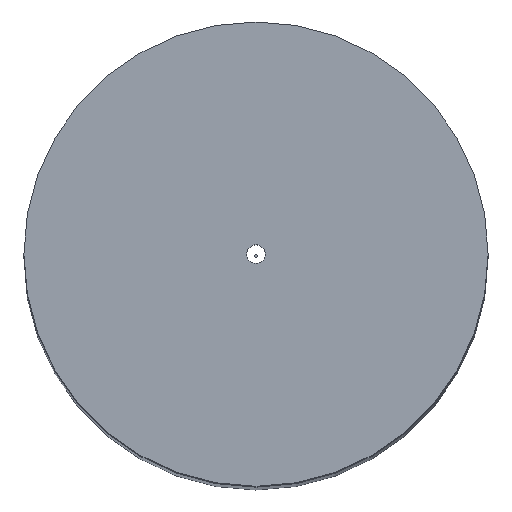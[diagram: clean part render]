
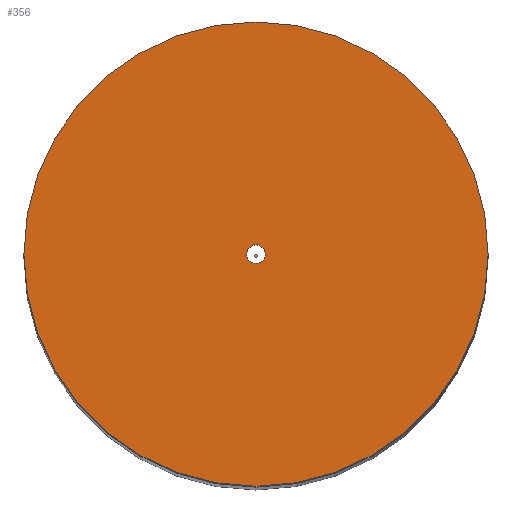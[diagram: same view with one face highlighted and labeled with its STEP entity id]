
A CAD part, top view. The second image highlights one B-rep face of the part: STEP entity #356.
In plain terms, the highlighted planar face has unit normal (0, 0, 1).
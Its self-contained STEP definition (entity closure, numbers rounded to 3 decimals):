
#190 = VERTEX_POINT('',#191);
#191 = CARTESIAN_POINT('',(5.,5.,46.));
#198 = CYLINDRICAL_SURFACE('',#199,5.);
#199 = AXIS2_PLACEMENT_3D('',#200,#201,#202);
#200 = CARTESIAN_POINT('',(0.,5.,45.));
#201 = DIRECTION('',(-0.,-0.,-1.));
#202 = DIRECTION('',(1.,0.,0.));
#217 = EDGE_CURVE('',#190,#190,#218,.T.);
#218 = SURFACE_CURVE('',#219,(#224,#231),.PCURVE_S1.);
#219 = CIRCLE('',#220,5.);
#220 = AXIS2_PLACEMENT_3D('',#221,#222,#223);
#221 = CARTESIAN_POINT('',(0.,5.,46.));
#222 = DIRECTION('',(0.,0.,1.));
#223 = DIRECTION('',(1.,0.,0.));
#224 = PCURVE('',#198,#225);
#225 = DEFINITIONAL_REPRESENTATION('',(#226),#230);
#226 = LINE('',#227,#228);
#227 = CARTESIAN_POINT('',(-0.,-1.));
#228 = VECTOR('',#229,1.);
#229 = DIRECTION('',(-1.,0.));
#230 = ( GEOMETRIC_REPRESENTATION_CONTEXT(2) 
PARAMETRIC_REPRESENTATION_CONTEXT() REPRESENTATION_CONTEXT('2D SPACE',''
  ) );
#231 = PCURVE('',#232,#237);
#232 = PLANE('',#233);
#233 = AXIS2_PLACEMENT_3D('',#234,#235,#236);
#234 = CARTESIAN_POINT('',(0.,5.,46.));
#235 = DIRECTION('',(0.,0.,1.));
#236 = DIRECTION('',(1.,0.,-0.));
#237 = DEFINITIONAL_REPRESENTATION('',(#238),#242);
#238 = CIRCLE('',#239,5.);
#239 = AXIS2_PLACEMENT_2D('',#240,#241);
#240 = CARTESIAN_POINT('',(0.,0.));
#241 = DIRECTION('',(1.,0.));
#242 = ( GEOMETRIC_REPRESENTATION_CONTEXT(2) 
PARAMETRIC_REPRESENTATION_CONTEXT() REPRESENTATION_CONTEXT('2D SPACE',''
  ) );
#278 = VERTEX_POINT('',#279);
#279 = CARTESIAN_POINT('',(0.2,5.,46.));
#286 = CYLINDRICAL_SURFACE('',#287,0.2);
#287 = AXIS2_PLACEMENT_3D('',#288,#289,#290);
#288 = CARTESIAN_POINT('',(0.,5.,45.));
#289 = DIRECTION('',(-0.,-0.,-1.));
#290 = DIRECTION('',(1.,0.,0.));
#305 = EDGE_CURVE('',#278,#278,#306,.T.);
#306 = SURFACE_CURVE('',#307,(#312,#319),.PCURVE_S1.);
#307 = CIRCLE('',#308,0.2);
#308 = AXIS2_PLACEMENT_3D('',#309,#310,#311);
#309 = CARTESIAN_POINT('',(0.,5.,46.));
#310 = DIRECTION('',(0.,0.,1.));
#311 = DIRECTION('',(1.,0.,0.));
#312 = PCURVE('',#286,#313);
#313 = DEFINITIONAL_REPRESENTATION('',(#314),#318);
#314 = LINE('',#315,#316);
#315 = CARTESIAN_POINT('',(-0.,-1.));
#316 = VECTOR('',#317,1.);
#317 = DIRECTION('',(-1.,0.));
#318 = ( GEOMETRIC_REPRESENTATION_CONTEXT(2) 
PARAMETRIC_REPRESENTATION_CONTEXT() REPRESENTATION_CONTEXT('2D SPACE',''
  ) );
#319 = PCURVE('',#232,#320);
#320 = DEFINITIONAL_REPRESENTATION('',(#321),#325);
#321 = CIRCLE('',#322,0.2);
#322 = AXIS2_PLACEMENT_2D('',#323,#324);
#323 = CARTESIAN_POINT('',(0.,0.));
#324 = DIRECTION('',(1.,0.));
#325 = ( GEOMETRIC_REPRESENTATION_CONTEXT(2) 
PARAMETRIC_REPRESENTATION_CONTEXT() REPRESENTATION_CONTEXT('2D SPACE',''
  ) );
#356 = ADVANCED_FACE('',(#357,#360),#232,.T.);
#357 = FACE_BOUND('',#358,.T.);
#358 = EDGE_LOOP('',(#359));
#359 = ORIENTED_EDGE('',*,*,#217,.T.);
#360 = FACE_BOUND('',#361,.T.);
#361 = EDGE_LOOP('',(#362));
#362 = ORIENTED_EDGE('',*,*,#305,.F.);
